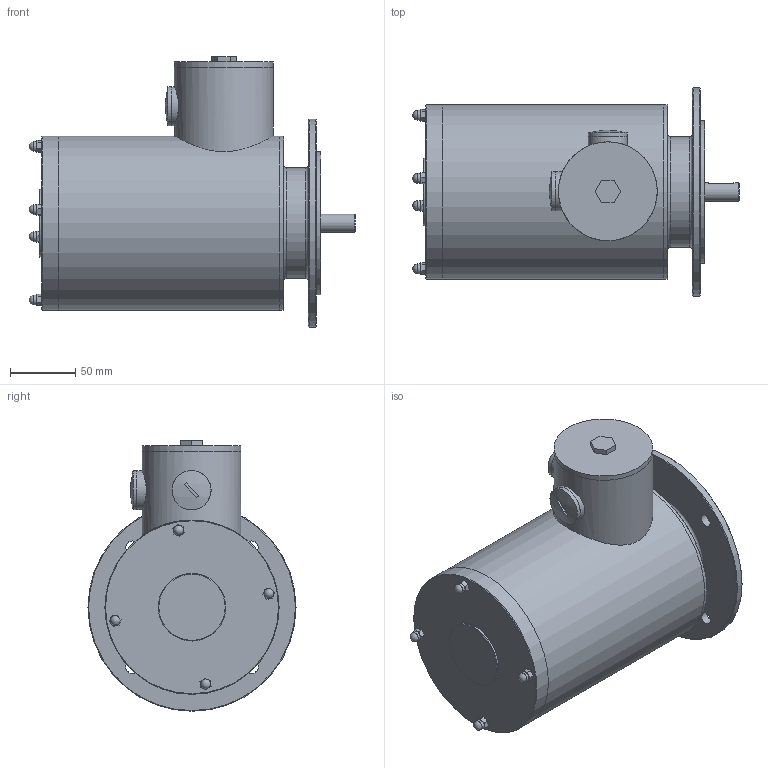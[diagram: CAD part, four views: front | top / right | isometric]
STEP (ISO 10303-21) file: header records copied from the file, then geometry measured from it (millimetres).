
FILE_DESCRIPTION(('Bauteilbeschreibung','HiCAD-Model','HiCAD-STEP-TRANSLATION','Bauteilbeschreibung'),'2;1');
FILE_NAME('TENV BG71-4B IMB5 FF130 0,37KW.STP','2011-12-14T11:12:39+00:00',('Konstrukteur'),('Konstrukteur Firma GmbH'),' HiCAD 2010, Step 1502.0 ','HiCAD 2010','confidential');
FILE_SCHEMA(('AUTOMOTIVE_DESIGN { 1 2 10303 214 0 1 1 1 }'));
Length unit declared in the file: millimetre
Products named in the file (21): TENV BG71_4B IMB5 FF130 0_37KW; ZUSAMMENBAU BG71A_B IMB5 FF130; ZUSAMMENBAU BG71B; MANTEL BG 71B; MANTEL BG 71B_001X; FLANSCH BG71 B5; A01_000X; WELLE; WELLE0; B_SCHILD; HUTMUTTERN; DIN 1587_M5_6_HUTMUTTERN_0; DIN015870M5060HUTMUTTERN00; DIN015870M5060HUTMUTTERN000; DIN015870M5060HUTMUTTERN001; KLKA_DECKEL; KLKA  _76; KLKA SCHRAUBE _30; KLKA0SCHRAUBE0030; KLKA0SCHRAUBE00300; KLKA0SCHRAUBE00301
Assembly tree (20 placements, depth 5):
  TENV BG71_4B IMB5 FF130 0_37KW
    ZUSAMMENBAU BG71A_B IMB5 FF130
      ZUSAMMENBAU BG71B
        MANTEL BG 71B
          MANTEL BG 71B_001X
        FLANSCH BG71 B5
          A01_000X
        WELLE
          WELLE0
        B_SCHILD
        HUTMUTTERN
          DIN 1587_M5_6_HUTMUTTERN_0
          DIN015870M5060HUTMUTTERN00
          DIN015870M5060HUTMUTTERN000
          DIN015870M5060HUTMUTTERN001
        KLKA_DECKEL
        KLKA  _76
    KLKA SCHRAUBE _30
      KLKA0SCHRAUBE0030
    KLKA0SCHRAUBE00300
      KLKA0SCHRAUBE00301
Bounding box: 250.97 x 160 x 208 mm (x, y, z)
Volume: 1007781.5 mm3; surface area: 337404.3 mm2
Topology: 12 solids, 12 shells, 325 faces, 745 edges, 471 vertices
Faces by surface type: cylinder 109, plane 106, cone 52, bspline 30, torus 22, sphere 6
Full cylindrical faces by diameter (mm): 5 x12, 7.5 x4, 10 x4, 14 x1, 14.8 x1, 17 x2, 18.6 x2, 19 x1, 20 x1, 22 x1, 24.658 x2, 26 x1, 30 x5, 35 x1, 40 x3, 42 x2, 52 x1, 76 x3, 85 x1, 100 x1, 110 x1, 124 x1, 127.4 x2, 129 x1, 131 x6, 134 x3, 160 x1
Entity records: 63973 total; most frequent: CARTESIAN_POINT 54446, DIRECTION 1375, ORIENTED_EDGE 1140, AXIS2_PLACEMENT_3D 623, EDGE_CURVE 570, COLOUR_RGB 504, PRESENTATION_STYLE_ASSIGNMENT 504, EDGE_LOOP 496
